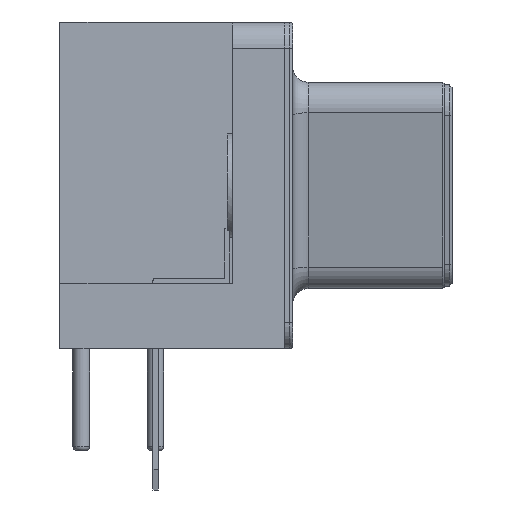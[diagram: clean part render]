
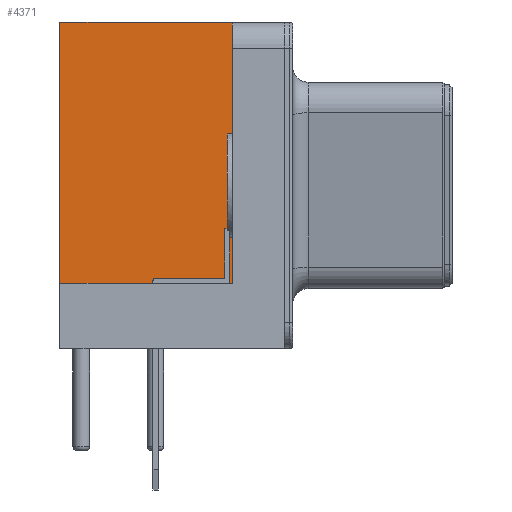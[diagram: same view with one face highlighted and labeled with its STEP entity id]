
A CAD part, left-side view. The second image highlights one B-rep face of the part: STEP entity #4371.
In plain terms, the highlighted planar face has unit normal (-1, 0, 0).
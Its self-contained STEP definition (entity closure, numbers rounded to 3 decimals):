
#37=DIRECTION('',(1.,0.,0.));
#74=DIRECTION('',(0.,1.,0.));
#138=DIRECTION('',(0.,0.,1.));
#3098=VECTOR('',#138,1.);
#3647=VECTOR('',#74,1.);
#3661=VERTEX_POINT('',#3662);
#3662=CARTESIAN_POINT('',(-54.13,0.82,12.5));
#3665=ORIENTED_EDGE('',*,*,#3666,.F.);
#3666=EDGE_CURVE('',#3667,#3661,#3669,.T.);
#3667=VERTEX_POINT('',#3668);
#3668=CARTESIAN_POINT('',(-54.13,-5.78,12.5));
#3669=LINE('',#3670,#3647);
#3670=CARTESIAN_POINT('',(-54.13,-6.78,12.5));
#4363=VERTEX_POINT('',#4364);
#4364=CARTESIAN_POINT('',(-54.13,-5.78,2.5));
#4366=EDGE_CURVE('',#4363,#3667,#4367,.T.);
#4367=LINE('',#4364,#3098);
#4371=ADVANCED_FACE('',(#4372),#4384,.F.);
#4372=FACE_BOUND('',#4373,.F.);
#4373=EDGE_LOOP('',(#4374,#4375,#4380,#3665));
#4374=ORIENTED_EDGE('',*,*,#4366,.F.);
#4375=ORIENTED_EDGE('',*,*,#4376,.T.);
#4376=EDGE_CURVE('',#4363,#4377,#4379,.T.);
#4377=VERTEX_POINT('',#4378);
#4378=CARTESIAN_POINT('',(-54.13,0.82,2.5));
#4379=LINE('',#4364,#3647);
#4380=ORIENTED_EDGE('',*,*,#4381,.T.);
#4381=EDGE_CURVE('',#4377,#3661,#4382,.T.);
#4382=LINE('',#4383,#3098);
#4383=CARTESIAN_POINT('',(-54.13,0.82,4.375));
#4384=PLANE('',#4385);
#4385=AXIS2_PLACEMENT_3D('',#4364,#37,#138);
